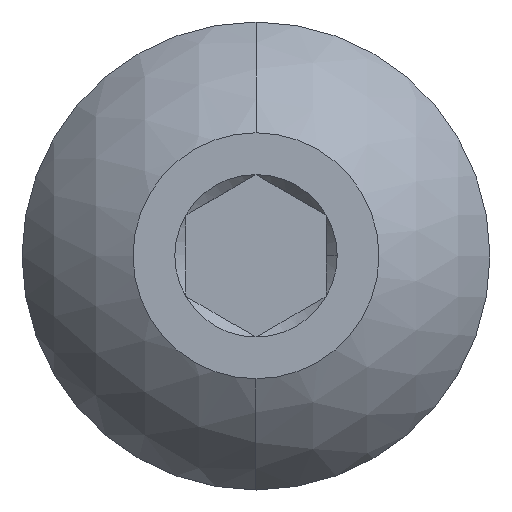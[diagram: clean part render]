
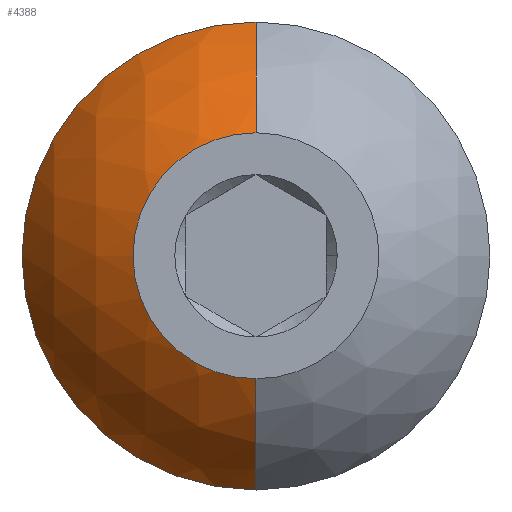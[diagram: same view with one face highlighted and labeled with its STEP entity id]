
A CAD part, top view. The second image highlights one B-rep face of the part: STEP entity #4388.
In plain terms, the highlighted spherical face has radius 4.478 mm.
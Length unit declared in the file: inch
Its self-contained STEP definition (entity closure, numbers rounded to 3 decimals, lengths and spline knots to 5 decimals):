
#89 = CARTESIAN_POINT ( 'NONE',  ( 0., -0.156, 0.26305 ) ) ;
#110 = VERTEX_POINT ( 'NONE', #1731 ) ;
#151 = DIRECTION ( 'NONE',  ( 0., 0., -1. ) ) ;
#290 = CIRCLE ( 'NONE', #4070, 0.17629 ) ;
#505 = AXIS2_PLACEMENT_3D ( 'NONE', #1868, #1897, #1152 ) ;
#583 = DIRECTION ( 'NONE',  ( 0., 1., 0. ) ) ;
#676 = VERTEX_POINT ( 'NONE', #2795 ) ;
#915 = CARTESIAN_POINT ( 'NONE',  ( 0., 0., 0.18094 ) ) ;
#1127 = EDGE_CURVE ( 'NONE', #2875, #110, #1694, .T. ) ;
#1152 = DIRECTION ( 'NONE',  ( 0., -1., 0. ) ) ;
#1249 = EDGE_LOOP ( 'NONE', ( #4091, #3341, #1255, #2414 ) ) ;
#1255 = ORIENTED_EDGE ( 'NONE', *, *, #4061, .F. ) ;
#1507 = EDGE_CURVE ( 'NONE', #676, #3226, #290, .T. ) ;
#1694 = CIRCLE ( 'NONE', #4160, 0.17629 ) ;
#1731 = CARTESIAN_POINT ( 'NONE',  ( 0., -0.082, 0.337 ) ) ;
#1868 = CARTESIAN_POINT ( 'NONE',  ( 0., 0., 0.337 ) ) ;
#1897 = DIRECTION ( 'NONE',  ( 0., 0., 1. ) ) ;
#1936 = DIRECTION ( 'NONE',  ( 0., 0., 1. ) ) ;
#1951 = CIRCLE ( 'NONE', #3193, 0.156 ) ;
#2038 = DIRECTION ( 'NONE',  ( -1., 0., 0. ) ) ;
#2098 = DIRECTION ( 'NONE',  ( 0., -1., 0. ) ) ;
#2254 = CARTESIAN_POINT ( 'NONE',  ( 0., 0., 0.26305 ) ) ;
#2272 = DIRECTION ( 'NONE',  ( 0., -1., 0. ) ) ;
#2414 = ORIENTED_EDGE ( 'NONE', *, *, #1507, .F. ) ;
#2436 = AXIS2_PLACEMENT_3D ( 'NONE', #2748, #2038, #583 ) ;
#2447 = DIRECTION ( 'NONE',  ( -1., 0., 0. ) ) ;
#2608 = CARTESIAN_POINT ( 'NONE',  ( 0., 0., 0.18094 ) ) ;
#2748 = CARTESIAN_POINT ( 'NONE',  ( 0., 0., 0.18094 ) ) ;
#2795 = CARTESIAN_POINT ( 'NONE',  ( 0., 0.156, 0.26305 ) ) ;
#2875 = VERTEX_POINT ( 'NONE', #89 ) ;
#2915 = SPHERICAL_SURFACE ( 'NONE', #2436, 0.17629 ) ;
#3004 = CARTESIAN_POINT ( 'NONE',  ( 0., 0.082, 0.337 ) ) ;
#3101 = DIRECTION ( 'NONE',  ( 1., 0., 0. ) ) ;
#3179 = EDGE_CURVE ( 'NONE', #676, #2875, #1951, .T. ) ;
#3193 = AXIS2_PLACEMENT_3D ( 'NONE', #2254, #1936, #2272 ) ;
#3200 = CIRCLE ( 'NONE', #505, 0.082 ) ;
#3226 = VERTEX_POINT ( 'NONE', #3004 ) ;
#3265 = FACE_OUTER_BOUND ( 'NONE', #1249, .T. ) ;
#3341 = ORIENTED_EDGE ( 'NONE', *, *, #1127, .T. ) ;
#4061 = EDGE_CURVE ( 'NONE', #3226, #110, #3200, .T. ) ;
#4070 = AXIS2_PLACEMENT_3D ( 'NONE', #915, #3101, #151 ) ;
#4091 = ORIENTED_EDGE ( 'NONE', *, *, #3179, .T. ) ;
#4160 = AXIS2_PLACEMENT_3D ( 'NONE', #2608, #2447, #2098 ) ;
#4388 = ADVANCED_FACE ( 'NONE', ( #3265 ), #2915, .T. ) ;
